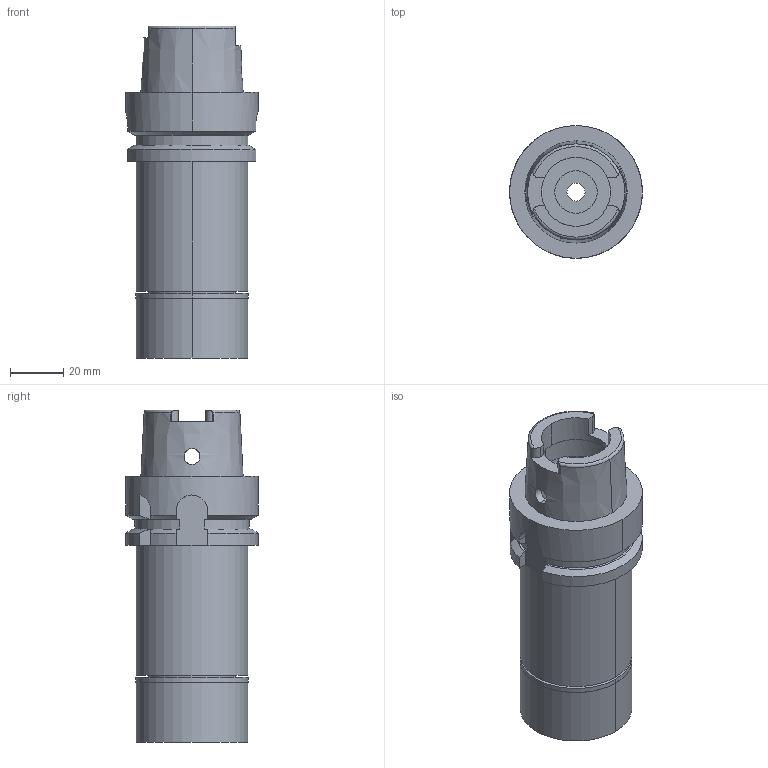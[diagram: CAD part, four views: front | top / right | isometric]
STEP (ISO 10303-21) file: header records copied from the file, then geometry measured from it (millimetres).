
FILE_DESCRIPTION((''),'2;1');
FILE_NAME('HA50ME13100-120_ASM','2018-03-02T',('ykawabe'),(''),'CREO PARAMETRIC BY PTC INC, 2016380','CREO PARAMETRIC BY PTC INC, 2016380','');
FILE_SCHEMA(('AUTOMOTIVE_DESIGN { 1 0 10303 214 1 1 1 1 }'));
Length unit declared in the file: millimetre
Products named in the file (5): HSK-A50-MEGA13E-100_1; MEC13-12AA_1; MEN13_1; DXF_TEMP_ASSY_ASM_4_ASM; HA50ME13100-120_ASM
Assembly tree (4 placements, depth 3):
  HA50ME13100-120_ASM
    DXF_TEMP_ASSY_ASM_4_ASM
      HSK-A50-MEGA13E-100_1
      MEC13-12AA_1
      MEN13_1
Bounding box: 50 x 50 x 125 mm (x, y, z)
Volume: 140963.6 mm3; surface area: 39228 mm2
Topology: 3 solids, 3 shells, 156 faces, 393 edges, 251 vertices
Faces by surface type: cylinder 69, plane 49, cone 34, torus 4
Entity records: 6923 total; most frequent: CARTESIAN_POINT 1120, DIRECTION 892, ORIENTED_EDGE 786, PRESENTATION_STYLE_ASSIGNMENT 401, STYLED_ITEM 401, CURVE_STYLE 398, EDGE_CURVE 393, AXIS2_PLACEMENT_3D 360
